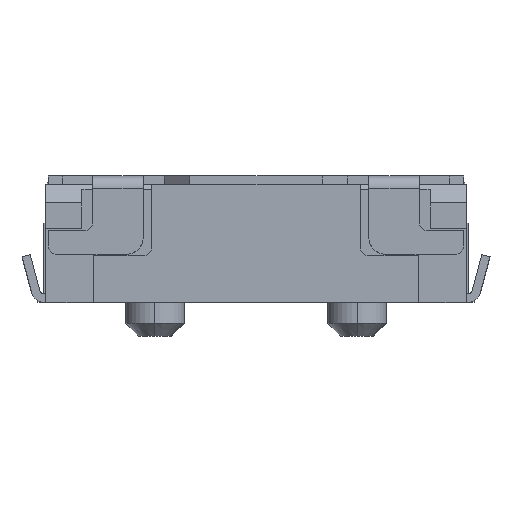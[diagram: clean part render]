
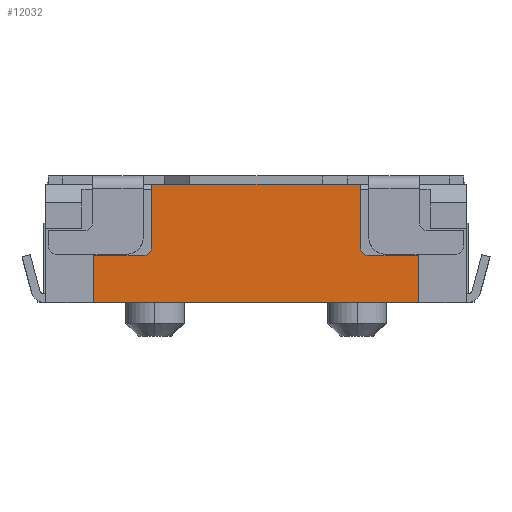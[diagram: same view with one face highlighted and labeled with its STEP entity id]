
A CAD part, top view. The second image highlights one B-rep face of the part: STEP entity #12032.
In plain terms, the highlighted planar face has unit normal (0, 0, 1).
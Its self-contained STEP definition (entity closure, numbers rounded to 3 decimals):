
#52 = EDGE_CURVE ( 'NONE', #3754, #2157, #10133, .T. ) ;
#234 = CARTESIAN_POINT ( 'NONE',  ( 1.24, 1.43, 3.4 ) ) ;
#463 = LINE ( 'NONE', #5053, #1852 ) ;
#581 = FACE_OUTER_BOUND ( 'NONE', #2341, .T. ) ;
#743 = VECTOR ( 'NONE', #7114, 1000. ) ;
#879 = VERTEX_POINT ( 'NONE', #8730 ) ;
#891 = CARTESIAN_POINT ( 'NONE',  ( 1.24, 0.55, 3.4 ) ) ;
#1012 = ORIENTED_EDGE ( 'NONE', *, *, #1298, .F. ) ;
#1017 = DIRECTION ( 'NONE',  ( 1., 0., 0. ) ) ;
#1202 = LINE ( 'NONE', #9461, #9075 ) ;
#1298 = EDGE_CURVE ( 'NONE', #6369, #9740, #10674, .T. ) ;
#1340 = EDGE_CURVE ( 'NONE', #2157, #10387, #2339, .T. ) ;
#1392 = VECTOR ( 'NONE', #4455, 1000. ) ;
#1429 = LINE ( 'NONE', #5163, #743 ) ;
#1852 = VECTOR ( 'NONE', #3282, 1000. ) ;
#2157 = VERTEX_POINT ( 'NONE', #11931 ) ;
#2307 = CARTESIAN_POINT ( 'NONE',  ( -1.24, 1.4, 3.4 ) ) ;
#2339 = LINE ( 'NONE', #6066, #8527 ) ;
#2341 = EDGE_LOOP ( 'NONE', ( #5824, #5991, #1012, #2811, #3876, #2405, #3812, #6866, #9332, #4391 ) ) ;
#2405 = ORIENTED_EDGE ( 'NONE', *, *, #10522, .T. ) ;
#2452 = EDGE_CURVE ( 'NONE', #6369, #879, #1429, .T. ) ;
#2484 = AXIS2_PLACEMENT_3D ( 'NONE', #7108, #10832, #4117 ) ;
#2811 = ORIENTED_EDGE ( 'NONE', *, *, #2452, .T. ) ;
#2816 = DIRECTION ( 'NONE',  ( 0., -1., 0. ) ) ;
#3064 = EDGE_CURVE ( 'NONE', #3728, #8023, #5740, .T. ) ;
#3271 = VECTOR ( 'NONE', #7327, 1000. ) ;
#3282 = DIRECTION ( 'NONE',  ( 0., -1., 0. ) ) ;
#3538 = CARTESIAN_POINT ( 'NONE',  ( 1.93, 0., 3.4 ) ) ;
#3728 = VERTEX_POINT ( 'NONE', #6207 ) ;
#3754 = VERTEX_POINT ( 'NONE', #4438 ) ;
#3812 = ORIENTED_EDGE ( 'NONE', *, *, #1340, .F. ) ;
#3876 = ORIENTED_EDGE ( 'NONE', *, *, #10712, .T. ) ;
#4117 = DIRECTION ( 'NONE',  ( 1., 0., 0. ) ) ;
#4326 = PLANE ( 'NONE',  #7593 ) ;
#4391 = ORIENTED_EDGE ( 'NONE', *, *, #3064, .F. ) ;
#4416 = DIRECTION ( 'NONE',  ( 0., -1., 0. ) ) ;
#4438 = CARTESIAN_POINT ( 'NONE',  ( 1.34, 0.55, 3.4 ) ) ;
#4455 = DIRECTION ( 'NONE',  ( 1., 0., 0. ) ) ;
#4488 = DIRECTION ( 'NONE',  ( 0., 0., -1. ) ) ;
#4603 = VERTEX_POINT ( 'NONE', #10874 ) ;
#4747 = VERTEX_POINT ( 'NONE', #2307 ) ;
#5006 = VECTOR ( 'NONE', #6878, 1000. ) ;
#5053 = CARTESIAN_POINT ( 'NONE',  ( -1.93, 0.55, 3.4 ) ) ;
#5163 = CARTESIAN_POINT ( 'NONE',  ( -1.24, 0.55, 3.4 ) ) ;
#5525 = DIRECTION ( 'NONE',  ( -1., 0., 0. ) ) ;
#5740 = LINE ( 'NONE', #234, #11304 ) ;
#5824 = ORIENTED_EDGE ( 'NONE', *, *, #6567, .F. ) ;
#5831 = CARTESIAN_POINT ( 'NONE',  ( -1.24, 1.43, 3.4 ) ) ;
#5991 = ORIENTED_EDGE ( 'NONE', *, *, #11094, .T. ) ;
#6066 = CARTESIAN_POINT ( 'NONE',  ( 1.93, 0.55, 3.4 ) ) ;
#6115 = CIRCLE ( 'NONE', #6502, 0.1 ) ;
#6207 = CARTESIAN_POINT ( 'NONE',  ( 1.24, 1.4, 3.4 ) ) ;
#6369 = VERTEX_POINT ( 'NONE', #11727 ) ;
#6470 = CARTESIAN_POINT ( 'NONE',  ( 2.52, 1.4, 3.4 ) ) ;
#6502 = AXIS2_PLACEMENT_3D ( 'NONE', #7360, #4488, #5525 ) ;
#6567 = EDGE_CURVE ( 'NONE', #4747, #3728, #12035, .T. ) ;
#6866 = ORIENTED_EDGE ( 'NONE', *, *, #52, .F. ) ;
#6878 = DIRECTION ( 'NONE',  ( 0., -1., 0. ) ) ;
#6954 = DIRECTION ( 'NONE',  ( -1., 0., 0. ) ) ;
#7108 = CARTESIAN_POINT ( 'NONE',  ( -1.34, 0.65, 3.4 ) ) ;
#7114 = DIRECTION ( 'NONE',  ( -1., 0., 0. ) ) ;
#7327 = DIRECTION ( 'NONE',  ( 1., 0., 0. ) ) ;
#7360 = CARTESIAN_POINT ( 'NONE',  ( 1.34, 0.65, 3.4 ) ) ;
#7593 = AXIS2_PLACEMENT_3D ( 'NONE', #11599, #8049, #6954 ) ;
#8023 = VERTEX_POINT ( 'NONE', #11658 ) ;
#8049 = DIRECTION ( 'NONE',  ( 0., 0., -1. ) ) ;
#8465 = LINE ( 'NONE', #5831, #5006 ) ;
#8527 = VECTOR ( 'NONE', #4416, 1000. ) ;
#8536 = EDGE_CURVE ( 'NONE', #3754, #8023, #6115, .T. ) ;
#8730 = CARTESIAN_POINT ( 'NONE',  ( -1.93, 0.55, 3.4 ) ) ;
#9075 = VECTOR ( 'NONE', #1017, 1000. ) ;
#9332 = ORIENTED_EDGE ( 'NONE', *, *, #8536, .T. ) ;
#9461 = CARTESIAN_POINT ( 'NONE',  ( 2.52, 0., 3.4 ) ) ;
#9740 = VERTEX_POINT ( 'NONE', #10943 ) ;
#10133 = LINE ( 'NONE', #891, #3271 ) ;
#10387 = VERTEX_POINT ( 'NONE', #3538 ) ;
#10522 = EDGE_CURVE ( 'NONE', #4603, #10387, #1202, .T. ) ;
#10674 = CIRCLE ( 'NONE', #2484, 0.1 ) ;
#10712 = EDGE_CURVE ( 'NONE', #879, #4603, #463, .T. ) ;
#10832 = DIRECTION ( 'NONE',  ( 0., 0., 1. ) ) ;
#10874 = CARTESIAN_POINT ( 'NONE',  ( -1.93, 0., 3.4 ) ) ;
#10943 = CARTESIAN_POINT ( 'NONE',  ( -1.24, 0.65, 3.4 ) ) ;
#11094 = EDGE_CURVE ( 'NONE', #4747, #9740, #8465, .T. ) ;
#11304 = VECTOR ( 'NONE', #2816, 1000. ) ;
#11599 = CARTESIAN_POINT ( 'NONE',  ( 2.52, 0.28, 3.4 ) ) ;
#11658 = CARTESIAN_POINT ( 'NONE',  ( 1.24, 0.65, 3.4 ) ) ;
#11727 = CARTESIAN_POINT ( 'NONE',  ( -1.34, 0.55, 3.4 ) ) ;
#11931 = CARTESIAN_POINT ( 'NONE',  ( 1.93, 0.55, 3.4 ) ) ;
#12032 = ADVANCED_FACE ( 'NONE', ( #581 ), #4326, .F. ) ;
#12035 = LINE ( 'NONE', #6470, #1392 ) ;
